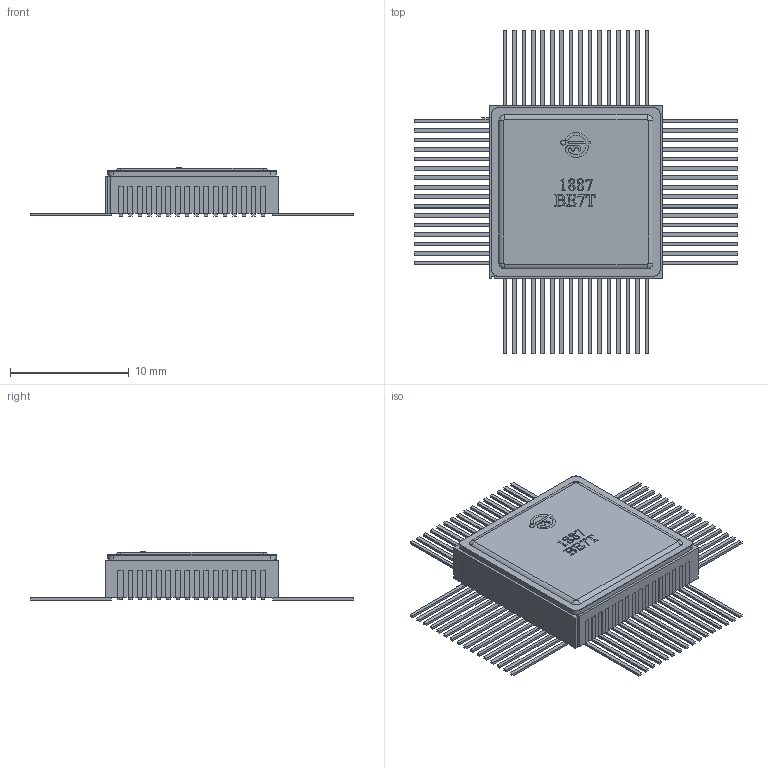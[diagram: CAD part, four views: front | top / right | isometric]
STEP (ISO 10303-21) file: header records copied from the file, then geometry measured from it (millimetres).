
FILE_DESCRIPTION(/* description */ ('Unknown'),/* implementation_level */ '2;1');
FILE_NAME(/* name */ '4203.64-2_1887ВЕ7Т',/* time_stamp */ '2021-03-18T21:42:12+03:00',/* author */ ('Unknown'),/* organization */ ('Unknown'),/* preprocessor_version */ 'ST-DEVELOPER v16.7',/* originating_system */ 'Solid Edge',/* authorisation */ 'Unknown');
FILE_SCHEMA (('AUTOMOTIVE_DESIGN {1 0 10303 214 3 1 1}'));
Length unit declared in the file: millimetre
Products named in the file (1): 4203.64-2
Bounding box: 27.31 x 27.32 x 4.06 mm (x, y, z)
Volume: 821.8 mm3; surface area: 1076.7 mm2
Topology: 3 solids, 3 shells, 1029 faces, 2793 edges, 1787 vertices
Faces by surface type: plane 957, cylinder 37, bspline 31, torus 4
Full cylindrical faces by diameter (mm): 0.427 x1
Entity records: 39536 total; most frequent: CARTESIAN_POINT 6944, ORIENTED_EDGE 5584, DIRECTION 4810, EDGE_CURVE 2792, LINE 2640, VECTOR 2640, VERTEX_POINT 1787, AXIS2_PLACEMENT_3D 1085
